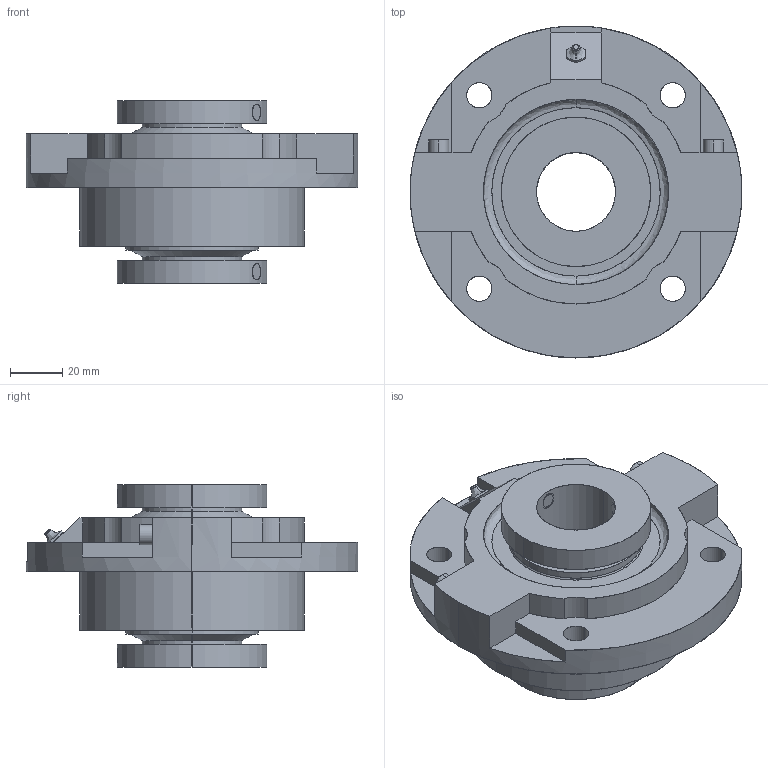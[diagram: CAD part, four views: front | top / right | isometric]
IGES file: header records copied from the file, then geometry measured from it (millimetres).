
Start section: SolidWorks IGES file using analytic representation for surfaces
Global section: file name: RFDEFAU11031625492439.igs; native system: SolidWorks 2006 by SolidWorks Corporation; preprocessor: SolidWorks 2006 by SolidWorks Corporation; author: partstream; date: 051103.162602; units: millimetre
Bounding box: 127 x 127 x 69.85 mm (x, y, z)
Surface area: 57645.9 mm2 (no closed solid volume)
Topology: 0 solids, 0 shells, 137 faces, 3246 edges, 3292 vertices
Faces by surface type: revolution 73, bspline 64
